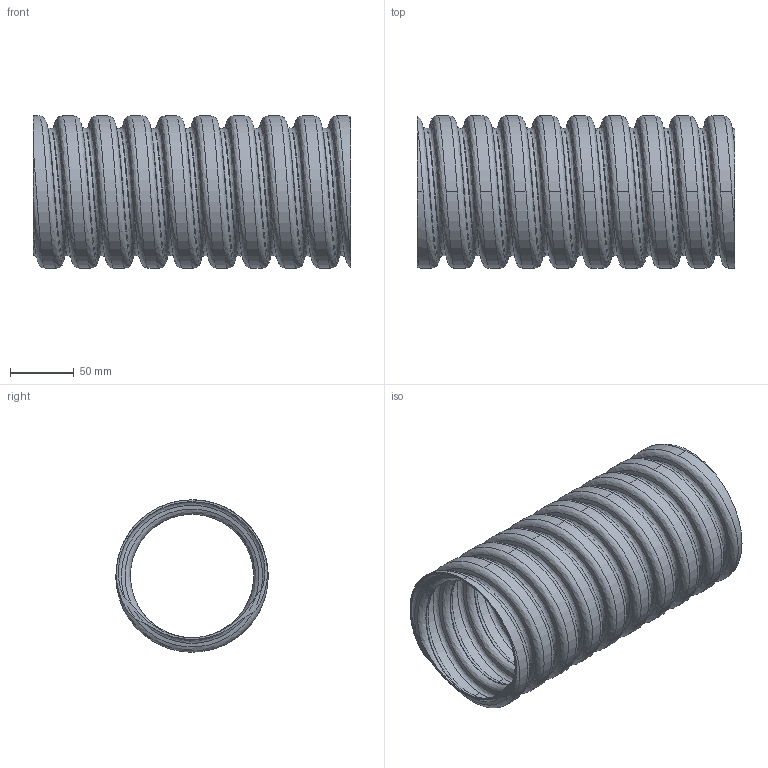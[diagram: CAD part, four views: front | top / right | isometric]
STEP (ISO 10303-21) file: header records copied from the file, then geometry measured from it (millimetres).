
FILE_DESCRIPTION (( 'STEP AP203' ), '1' );
FILE_NAME ('110611-00029 Ìóôòà ñîåäèíèòåëüíàÿ ðåçüáîâàÿ ÑÑÄ-Ïàéï 110 ìì.STEP', '2021-12-06T08:28:36', ( '' ), ( '' ), 'SwSTEP 2.0', 'SolidWorks 2018', '' );
FILE_SCHEMA (( 'CONFIG_CONTROL_DESIGN' ));
Length unit declared in the file: millimetre
Products named in the file (1): 110611-00029 Ìóôòà ñîåäèíèòåëüíàÿ ðåçüáîâàÿ ÑÑÄ-Ïàéï 110 ìì
Bounding box: 250 x 119.99 x 120 mm (x, y, z)
Volume: 188326.9 mm3; surface area: 252819.6 mm2
Topology: 1 solids, 1 shells, 94 faces, 276 edges, 184 vertices
Faces by surface type: cylinder 80, bspline 12, plane 2
Entity records: 39865 total; most frequent: CARTESIAN_POINT 37863, ORIENTED_EDGE 552, EDGE_CURVE 276, DIRECTION 262, VERTEX_POINT 184, EDGE_LOOP 96, ADVANCED_FACE 94, FACE_OUTER_BOUND 94
